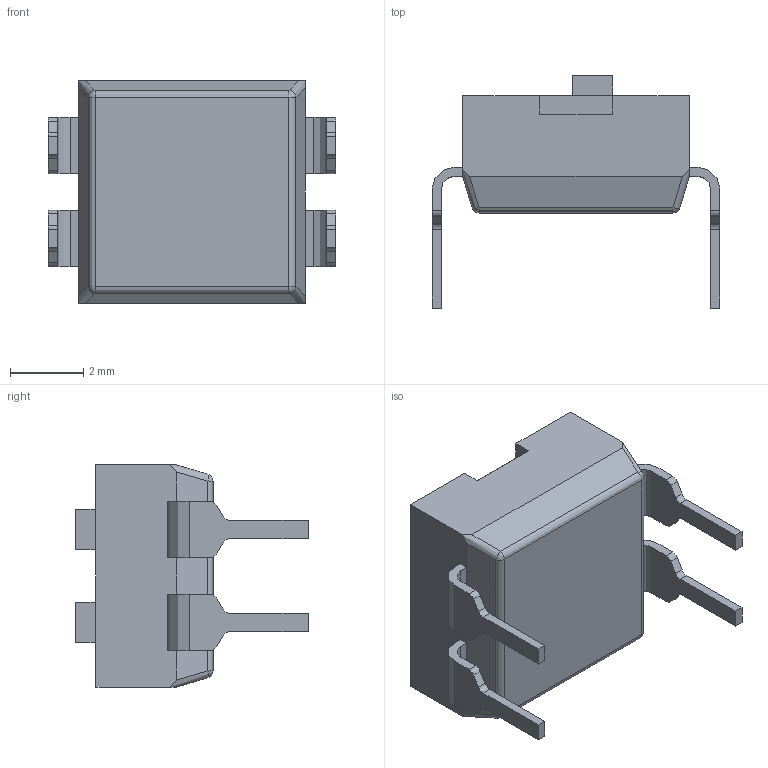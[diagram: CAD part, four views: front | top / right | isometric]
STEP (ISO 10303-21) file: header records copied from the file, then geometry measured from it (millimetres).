
FILE_DESCRIPTION(('FreeCAD Model'),'2;1');
FILE_NAME('Open CASCADE Shape Model','2023-01-08T09:23:45',(''),(''), 'Open CASCADE STEP processor 7.5','FreeCAD','Unknown');
FILE_SCHEMA(('AUTOMOTIVE_DESIGN { 1 0 10303 214 1 1 1 1 }'));
Length unit declared in the file: millimetre
Products named in the file (8): CUI_DEVICES_DS204_254-1L-02BK_trimmed; leg1; slide1; slide2; leg2; leg4; body; leg3
Assembly tree (7 placements, depth 2):
  CUI_DEVICES_DS204_254-1L-02BK_trimmed
    leg1
    slide1
    slide2
    leg2
    leg4
    body
    leg3
Bounding box: 7.87 x 6.35 x 6.08 mm (x, y, z)
Volume: 118.3 mm3
Topology: 7 solids, 13 shells, 210 faces, 552 edges, 360 vertices
Faces by surface type: plane 144, cylinder 62, sphere 4
Full cylindrical faces by diameter (mm): 0.4 x6
Entity records: 6684 total; most frequent: CARTESIAN_POINT 1242, ORIENTED_EDGE 1102, DIRECTION 1084, EDGE_CURVE 552, LINE 432, VECTOR 432, VERTEX_POINT 360, AXIS2_PLACEMENT_3D 326
